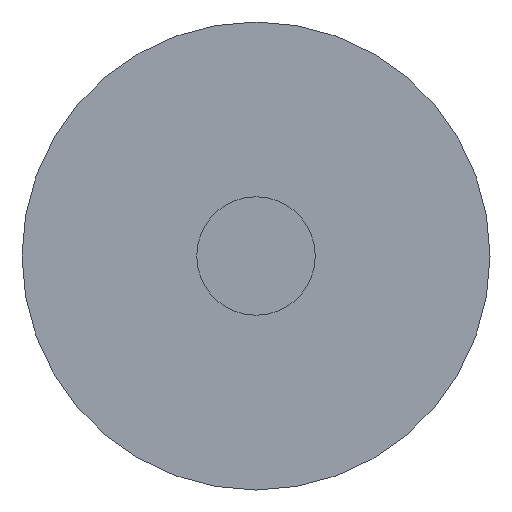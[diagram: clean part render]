
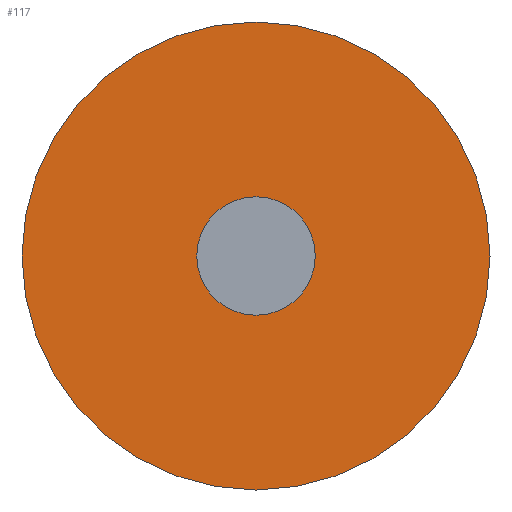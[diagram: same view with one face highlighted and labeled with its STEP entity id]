
A CAD part, left-side view. The second image highlights one B-rep face of the part: STEP entity #117.
In plain terms, the highlighted planar face has unit normal (-1, 0, 0).
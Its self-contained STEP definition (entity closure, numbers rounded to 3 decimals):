
#8 = EDGE_CURVE ( 'NONE', #417, #66, #479, .T. ) ;
#13 = DIRECTION ( 'NONE',  ( 1., 0., 0. ) ) ;
#29 = DIRECTION ( 'NONE',  ( 0., 0., 1. ) ) ;
#30 = EDGE_LOOP ( 'NONE', ( #243, #274 ) ) ;
#66 = VERTEX_POINT ( 'NONE', #295 ) ;
#70 = AXIS2_PLACEMENT_3D ( 'NONE', #268, #71, #321 ) ;
#71 = DIRECTION ( 'NONE',  ( 1., 0., 0. ) ) ;
#117 = ADVANCED_FACE ( 'NONE', ( #397 ), #144, .F. ) ;
#144 = PLANE ( 'NONE',  #308 ) ;
#145 = AXIS2_PLACEMENT_3D ( 'NONE', #407, #271, #29 ) ;
#179 = CARTESIAN_POINT ( 'NONE',  ( -3.35, 0., 0. ) ) ;
#204 = CARTESIAN_POINT ( 'NONE',  ( -3.35, 0., -1.55 ) ) ;
#227 = CIRCLE ( 'NONE', #70, 1.55 ) ;
#243 = ORIENTED_EDGE ( 'NONE', *, *, #378, .F. ) ;
#268 = CARTESIAN_POINT ( 'NONE',  ( -3.35, 0., 0. ) ) ;
#271 = DIRECTION ( 'NONE',  ( 1., 0., 0. ) ) ;
#274 = ORIENTED_EDGE ( 'NONE', *, *, #8, .F. ) ;
#295 = CARTESIAN_POINT ( 'NONE',  ( -3.35, 0., 1.55 ) ) ;
#308 = AXIS2_PLACEMENT_3D ( 'NONE', #179, #13, #524 ) ;
#321 = DIRECTION ( 'NONE',  ( 0., 0., 1. ) ) ;
#378 = EDGE_CURVE ( 'NONE', #66, #417, #227, .T. ) ;
#397 = FACE_OUTER_BOUND ( 'NONE', #30, .T. ) ;
#407 = CARTESIAN_POINT ( 'NONE',  ( -3.35, 0., 0. ) ) ;
#417 = VERTEX_POINT ( 'NONE', #204 ) ;
#479 = CIRCLE ( 'NONE', #145, 1.55 ) ;
#524 = DIRECTION ( 'NONE',  ( 0., 0., -1. ) ) ;
